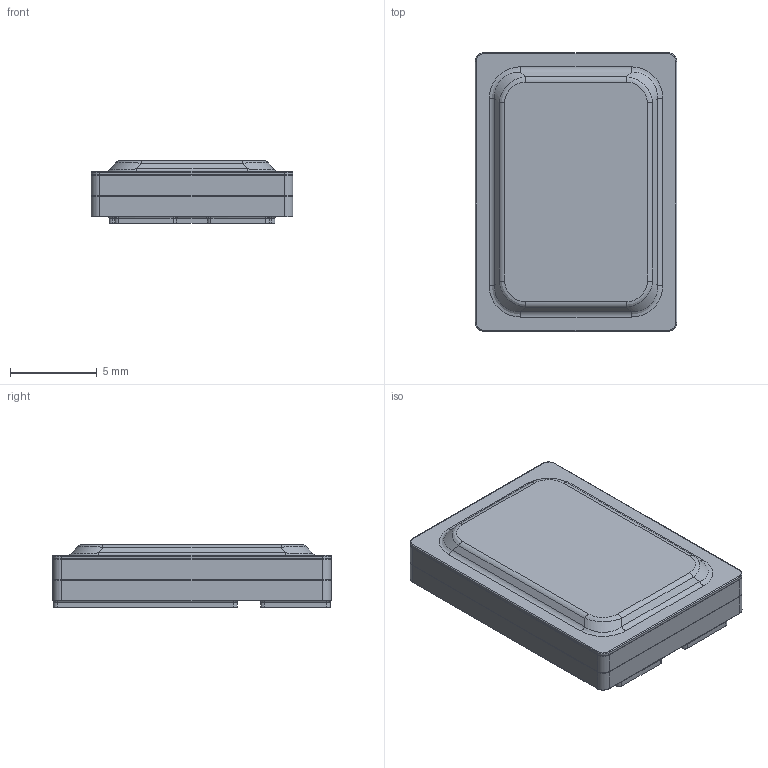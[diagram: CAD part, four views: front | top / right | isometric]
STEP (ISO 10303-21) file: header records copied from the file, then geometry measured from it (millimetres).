
FILE_DESCRIPTION (( 'STEP AP214' ), '1' );
FILE_NAME ('弅-94.STEP', '2015-03-11T18:25:57', ( '' ), ( '' ), 'SwSTEP 2.0', 'SolidWorks 2014', '' );
FILE_SCHEMA (( 'AUTOMOTIVE_DESIGN' ));
Length unit declared in the file: millimetre
Products named in the file (1): 弅-94
Bounding box: 11.58 x 16 x 3.6 mm (x, y, z)
Volume: 605.1 mm3; surface area: 544.9 mm2
Topology: 1 solids, 1 shells, 156 faces, 349 edges, 196 vertices
Faces by surface type: cylinder 68, bspline 54, plane 34
Entity records: 7480 total; most frequent: CARTESIAN_POINT 2568, ORIENTED_EDGE 698, DIRECTION 621, EDGE_CURVE 349, AXIS2_PLACEMENT_3D 235, VERTEX_POINT 196, UNCERTAINTY_MEASURE_WITH_UNIT 159, SURFACE_SIDE_STYLE 158
